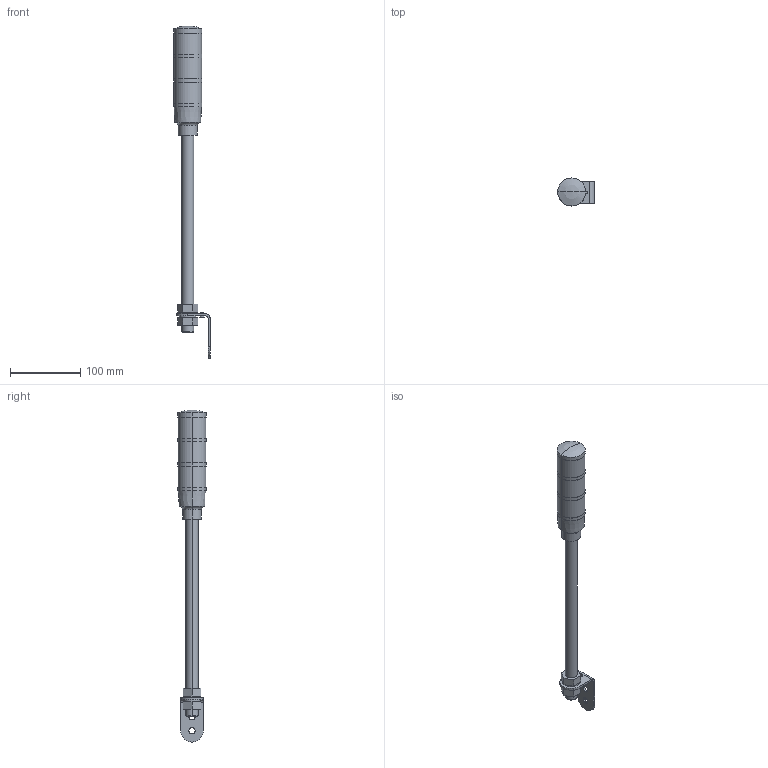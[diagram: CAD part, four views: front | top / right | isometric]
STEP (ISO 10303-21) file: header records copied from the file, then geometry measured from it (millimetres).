
FILE_DESCRIPTION(('starvars output'),'2;1');
FILE_NAME('XVC4B3_3D.stp','19:34:23 2020/03/31',( 'Thomas Industrial Network Germany GmbH'),( 'Thomas Industrial Network Germany GmbH'),'unknown preprocess','ACIS' ,'unknown authorization');
FILE_SCHEMA(('AUTOMOTIVE_DESIGN_CC2 {UNKNOWN IMPLEMENTATION LEVEL}'));
Length unit declared in the file: millimetre
Products named in the file (1): PRODUCT_ID_19
Bounding box: 52 x 40 x 473.5 mm (x, y, z)
Volume: 204879.1 mm3; surface area: 57458.8 mm2
Topology: 1 solids, 2 shells, 85 faces, 186 edges, 119 vertices
Faces by surface type: cylinder 40, plane 35, cone 6, torus 2, sphere 2
Entity records: 2815 total; most frequent: ORIENTED_EDGE 372, CARTESIAN_POINT 328, DIRECTION 324, EDGE_CURVE 184, VERTEX_POINT 119, AXIS2_PLACEMENT_3D 115, EDGE_LOOP 107, FACE_BOUND 107
